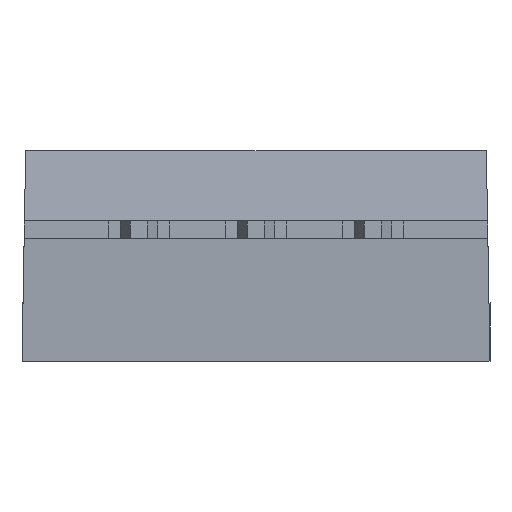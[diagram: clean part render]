
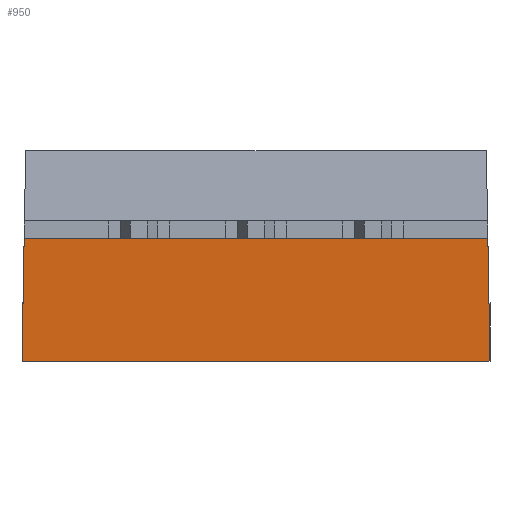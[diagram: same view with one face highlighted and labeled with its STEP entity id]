
A CAD part, front view. The second image highlights one B-rep face of the part: STEP entity #950.
In plain terms, the highlighted planar face has unit normal (0, -0.999, -0.052).
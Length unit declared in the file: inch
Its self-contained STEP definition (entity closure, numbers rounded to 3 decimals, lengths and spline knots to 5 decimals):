
#23 = DIRECTION ( 'NONE',  ( 1., 0., 0. ) ) ;
#274 = LINE ( 'NONE', #1621, #2000 ) ;
#289 = AXIS2_PLACEMENT_3D ( 'NONE', #476, #1940, #2114 ) ;
#383 = CARTESIAN_POINT ( 'NONE',  ( -0.2, 0.545, -0.0075 ) ) ;
#437 = FACE_OUTER_BOUND ( 'NONE', #1132, .T. ) ;
#476 = CARTESIAN_POINT ( 'NONE',  ( 0., 0.5505, -0.1125 ) ) ;
#523 = VERTEX_POINT ( 'NONE', #942 ) ;
#530 = VECTOR ( 'NONE', #533, 39.37008 ) ;
#533 = DIRECTION ( 'NONE',  ( -1., 0., 0. ) ) ;
#565 = CARTESIAN_POINT ( 'NONE',  ( 0., 0.5505, -0.1125 ) ) ;
#569 = CARTESIAN_POINT ( 'NONE',  ( 0.2, 0.5505, -0.1125 ) ) ;
#575 = LINE ( 'NONE', #1334, #1819 ) ;
#578 = ORIENTED_EDGE ( 'NONE', *, *, #1961, .F. ) ;
#587 = ORIENTED_EDGE ( 'NONE', *, *, #1507, .F. ) ;
#626 = CARTESIAN_POINT ( 'NONE',  ( 0.19817, 0.545, -0.0075 ) ) ;
#629 = ORIENTED_EDGE ( 'NONE', *, *, #1668, .F. ) ;
#670 = VERTEX_POINT ( 'NONE', #569 ) ;
#732 = VECTOR ( 'NONE', #23, 39.37008 ) ;
#777 = VERTEX_POINT ( 'NONE', #1395 ) ;
#942 = CARTESIAN_POINT ( 'NONE',  ( -0.2, 0.5505, -0.1125 ) ) ;
#950 = ADVANCED_FACE ( 'NONE', ( #437 ), #1915, .F. ) ;
#971 = LINE ( 'NONE', #565, #530 ) ;
#975 = DIRECTION ( 'NONE',  ( 0.017, -0.052, 0.998 ) ) ;
#996 = DIRECTION ( 'NONE',  ( 0.017, 0.052, -0.998 ) ) ;
#1065 = VERTEX_POINT ( 'NONE', #626 ) ;
#1115 = EDGE_CURVE ( 'NONE', #523, #777, #274, .T. ) ;
#1132 = EDGE_LOOP ( 'NONE', ( #578, #629, #1968, #587 ) ) ;
#1334 = CARTESIAN_POINT ( 'NONE',  ( 0.19999, 0.55049, -0.11221 ) ) ;
#1395 = CARTESIAN_POINT ( 'NONE',  ( -0.19817, 0.545, -0.0075 ) ) ;
#1507 = EDGE_CURVE ( 'NONE', #670, #523, #971, .T. ) ;
#1621 = CARTESIAN_POINT ( 'NONE',  ( -0.19999, 0.55049, -0.11221 ) ) ;
#1668 = EDGE_CURVE ( 'NONE', #777, #1065, #1932, .T. ) ;
#1819 = VECTOR ( 'NONE', #996, 39.37008 ) ;
#1915 = PLANE ( 'NONE',  #289 ) ;
#1932 = LINE ( 'NONE', #383, #732 ) ;
#1940 = DIRECTION ( 'NONE',  ( 0., 0.999, 0.052 ) ) ;
#1961 = EDGE_CURVE ( 'NONE', #1065, #670, #575, .T. ) ;
#1968 = ORIENTED_EDGE ( 'NONE', *, *, #1115, .F. ) ;
#2000 = VECTOR ( 'NONE', #975, 39.37008 ) ;
#2114 = DIRECTION ( 'NONE',  ( -1., 0., 0. ) ) ;
